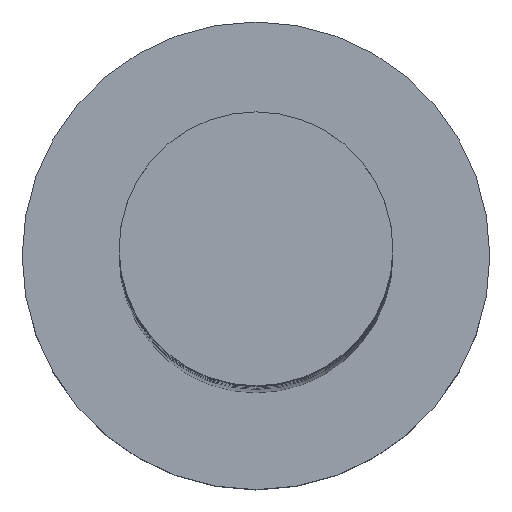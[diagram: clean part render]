
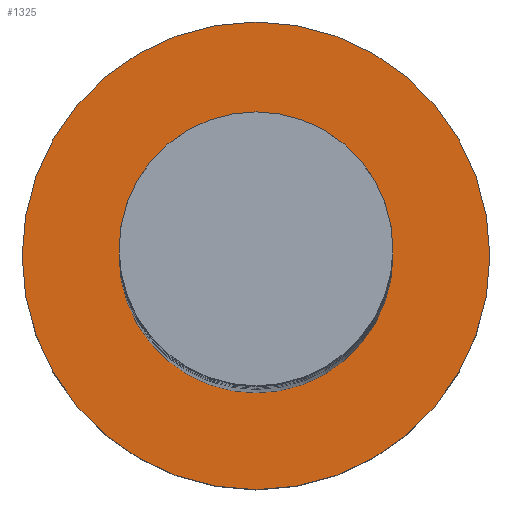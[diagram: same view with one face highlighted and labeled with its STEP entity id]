
A CAD part, top view. The second image highlights one B-rep face of the part: STEP entity #1325.
In plain terms, the highlighted planar face has unit normal (0, 0, 1).
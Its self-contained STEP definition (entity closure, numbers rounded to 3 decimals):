
#84 = PLANE ( 'NONE',  #862 ) ;
#85 = EDGE_CURVE ( 'NONE', #743, #1449, #1545, .T. ) ;
#96 = FACE_BOUND ( 'NONE', #1326, .T. ) ;
#102 = AXIS2_PLACEMENT_3D ( 'NONE', #293, #398, #1034 ) ;
#118 = DIRECTION ( 'NONE',  ( 1., 0., 0. ) ) ;
#220 = ORIENTED_EDGE ( 'NONE', *, *, #85, .T. ) ;
#230 = FACE_OUTER_BOUND ( 'NONE', #344, .T. ) ;
#236 = EDGE_CURVE ( 'NONE', #1510, #405, #797, .T. ) ;
#241 = CARTESIAN_POINT ( 'NONE',  ( 0., 0., 5. ) ) ;
#293 = CARTESIAN_POINT ( 'NONE',  ( 0., 0., 5. ) ) ;
#336 = DIRECTION ( 'NONE',  ( 0., 0., 1. ) ) ;
#344 = EDGE_LOOP ( 'NONE', ( #1548, #220 ) ) ;
#398 = DIRECTION ( 'NONE',  ( 0., 0., 1. ) ) ;
#405 = VERTEX_POINT ( 'NONE', #668 ) ;
#460 = CARTESIAN_POINT ( 'NONE',  ( 7., 0., 5. ) ) ;
#486 = DIRECTION ( 'NONE',  ( 0., 0., 1. ) ) ;
#580 = CARTESIAN_POINT ( 'NONE',  ( 0., 0., 5. ) ) ;
#596 = DIRECTION ( 'NONE',  ( 1., 0., 0. ) ) ;
#668 = CARTESIAN_POINT ( 'NONE',  ( 4.1, 0., 5. ) ) ;
#691 = DIRECTION ( 'NONE',  ( 1., 0., 0. ) ) ;
#701 = ORIENTED_EDGE ( 'NONE', *, *, #1049, .F. ) ;
#714 = EDGE_CURVE ( 'NONE', #1449, #743, #1038, .T. ) ;
#719 = CARTESIAN_POINT ( 'NONE',  ( 0., 0., 5. ) ) ;
#743 = VERTEX_POINT ( 'NONE', #460 ) ;
#797 = CIRCLE ( 'NONE', #1416, 4.1 ) ;
#862 = AXIS2_PLACEMENT_3D ( 'NONE', #580, #1412, #1315 ) ;
#973 = ORIENTED_EDGE ( 'NONE', *, *, #236, .F. ) ;
#1034 = DIRECTION ( 'NONE',  ( 1., 0., 0. ) ) ;
#1038 = CIRCLE ( 'NONE', #1247, 7. ) ;
#1049 = EDGE_CURVE ( 'NONE', #405, #1510, #1069, .T. ) ;
#1069 = CIRCLE ( 'NONE', #102, 4.1 ) ;
#1104 = CARTESIAN_POINT ( 'NONE',  ( -4.1, 0., 5. ) ) ;
#1113 = CARTESIAN_POINT ( 'NONE',  ( -7., 0., 5. ) ) ;
#1186 = CARTESIAN_POINT ( 'NONE',  ( 0., 0., 5. ) ) ;
#1247 = AXIS2_PLACEMENT_3D ( 'NONE', #1186, #1324, #691 ) ;
#1315 = DIRECTION ( 'NONE',  ( 1., 0., 0. ) ) ;
#1324 = DIRECTION ( 'NONE',  ( 0., 0., 1. ) ) ;
#1325 = ADVANCED_FACE ( 'NONE', ( #96, #230 ), #84, .T. ) ;
#1326 = EDGE_LOOP ( 'NONE', ( #973, #701 ) ) ;
#1366 = AXIS2_PLACEMENT_3D ( 'NONE', #241, #336, #118 ) ;
#1412 = DIRECTION ( 'NONE',  ( 0., 0., 1. ) ) ;
#1416 = AXIS2_PLACEMENT_3D ( 'NONE', #719, #486, #596 ) ;
#1449 = VERTEX_POINT ( 'NONE', #1113 ) ;
#1510 = VERTEX_POINT ( 'NONE', #1104 ) ;
#1545 = CIRCLE ( 'NONE', #1366, 7. ) ;
#1548 = ORIENTED_EDGE ( 'NONE', *, *, #714, .T. ) ;
